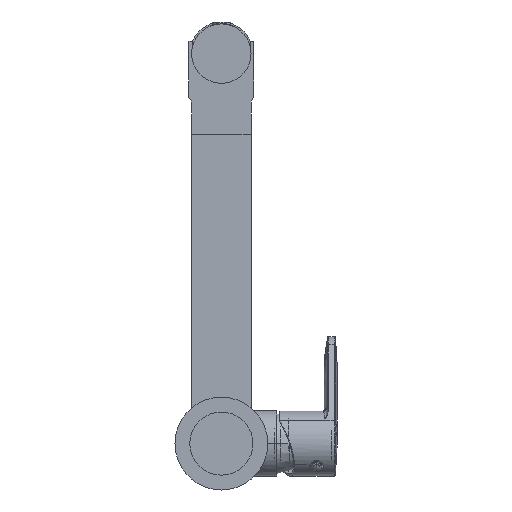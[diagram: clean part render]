
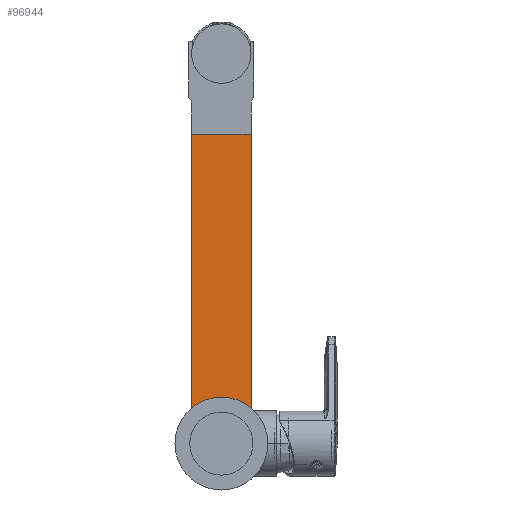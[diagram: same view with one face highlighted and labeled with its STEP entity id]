
A CAD part, front view. The second image highlights one B-rep face of the part: STEP entity #96944.
In plain terms, the highlighted planar face has unit normal (0, -1, 0).
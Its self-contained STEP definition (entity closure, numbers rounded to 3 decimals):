
#50180=DIRECTION('',(-1.,0.,0.));
#50181=VECTOR('',#50180,32.);
#50182=CARTESIAN_POINT('',(16.,189.91,166.5));
#50183=LINE('',#50182,#50181);
#50184=DIRECTION('',(0.,0.,-1.));
#50185=VECTOR('',#50184,166.5);
#50186=CARTESIAN_POINT('',(16.,189.91,166.5));
#50187=LINE('',#50186,#50185);
#50188=CARTESIAN_POINT('',(0.,189.91,0.));
#50189=DIRECTION('',(0.,1.,0.));
#50190=DIRECTION('',(1.,0.,0.));
#50191=AXIS2_PLACEMENT_3D('',#50188,#50189,#50190);
#50193=DIRECTION('',(0.,0.,1.));
#50194=VECTOR('',#50193,166.5);
#50195=CARTESIAN_POINT('',(-16.,189.91,0.));
#50196=LINE('',#50195,#50194);
#50209=CARTESIAN_POINT('',(0.,189.91,0.));
#50210=DIRECTION('',(0.,1.,0.));
#50211=DIRECTION('',(-1.,0.,0.));
#50212=AXIS2_PLACEMENT_3D('',#50209,#50210,#50211);
#50214=CARTESIAN_POINT('',(0.,189.91,0.));
#50215=DIRECTION('',(0.,1.,0.));
#50216=DIRECTION('',(1.,0.,0.));
#50217=AXIS2_PLACEMENT_3D('',#50214,#50215,#50216);
#56230=CARTESIAN_POINT('',(16.,189.91,0.));
#56231=CARTESIAN_POINT('',(-16.,189.91,0.));
#56232=VERTEX_POINT('',#56230);
#56233=VERTEX_POINT('',#56231);
#56416=CARTESIAN_POINT('',(16.,189.91,166.5));
#56417=CARTESIAN_POINT('',(-16.,189.91,166.5));
#56418=VERTEX_POINT('',#56416);
#56419=VERTEX_POINT('',#56417);
#56545=CARTESIAN_POINT('',(-13.1,189.91,0.));
#56546=CARTESIAN_POINT('',(13.1,189.91,0.));
#56547=VERTEX_POINT('',#56545);
#56548=VERTEX_POINT('',#56546);
#96925=CARTESIAN_POINT('',(0.,189.91,107.5));
#96926=DIRECTION('',(0.,1.,0.));
#96927=DIRECTION('',(0.,0.,-1.));
#96928=AXIS2_PLACEMENT_3D('',#96925,#96926,#96927);
#96929=PLANE('',#96928);
#96931=ORIENTED_EDGE('',*,*,#96930,.F.);
#96932=ORIENTED_EDGE('',*,*,#96903,.T.);
#96934=ORIENTED_EDGE('',*,*,#96933,.T.);
#96935=ORIENTED_EDGE('',*,*,#96836,.T.);
#96936=EDGE_LOOP('',(#96931,#96932,#96934,#96935));
#96937=FACE_OUTER_BOUND('',#96936,.F.);
#96939=ORIENTED_EDGE('',*,*,#96938,.F.);
#96941=ORIENTED_EDGE('',*,*,#96940,.F.);
#96942=EDGE_LOOP('',(#96939,#96941));
#96943=FACE_BOUND('',#96942,.F.);
#96944=ADVANCED_FACE('',(#96937,#96943),#96929,.F.);
#50192=CIRCLE('',#50191,16.);
#50213=CIRCLE('',#50212,13.1);
#50218=CIRCLE('',#50217,13.1);
#96836=EDGE_CURVE('',#56233,#56419,#50196,.T.);
#96903=EDGE_CURVE('',#56418,#56232,#50187,.T.);
#96930=EDGE_CURVE('',#56418,#56419,#50183,.T.);
#96933=EDGE_CURVE('',#56232,#56233,#50192,.T.);
#96938=EDGE_CURVE('',#56547,#56548,#50213,.T.);
#96940=EDGE_CURVE('',#56548,#56547,#50218,.T.);
